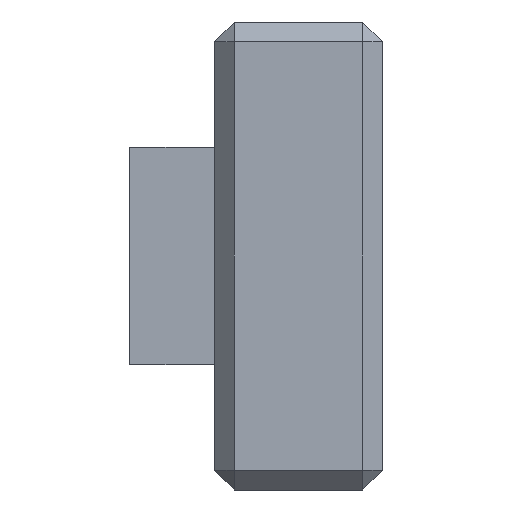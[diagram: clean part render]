
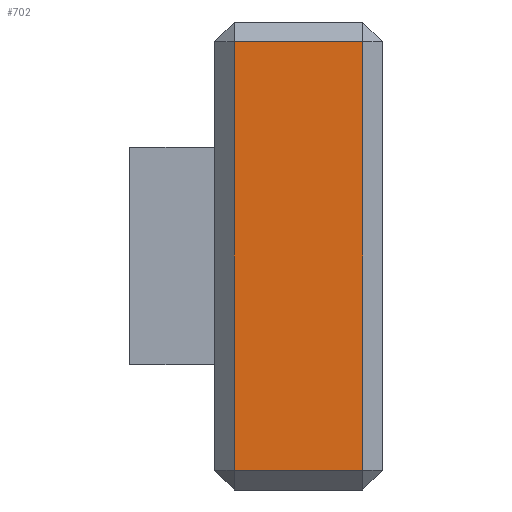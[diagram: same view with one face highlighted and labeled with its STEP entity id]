
A CAD part, left-side view. The second image highlights one B-rep face of the part: STEP entity #702.
In plain terms, the highlighted planar face has unit normal (-1, 0, 0).
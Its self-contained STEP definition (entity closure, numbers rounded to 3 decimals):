
#1 = VECTOR ( 'NONE', #800, 1000. ) ;
#10 = PLANE ( 'NONE',  #409 ) ;
#96 = FACE_OUTER_BOUND ( 'NONE', #782, .T. ) ;
#190 = DIRECTION ( 'NONE',  ( 1., 0., 0. ) ) ;
#219 = LINE ( 'NONE', #856, #1086 ) ;
#222 = ORIENTED_EDGE ( 'NONE', *, *, #427, .T. ) ;
#232 = DIRECTION ( 'NONE',  ( 0., -1., 0. ) ) ;
#280 = DIRECTION ( 'NONE',  ( 0., 0., -1. ) ) ;
#282 = CARTESIAN_POINT ( 'NONE',  ( -32.5, 4.25, -5.925 ) ) ;
#285 = LINE ( 'NONE', #438, #1 ) ;
#286 = CARTESIAN_POINT ( 'NONE',  ( -32.5, 0.5, 5.425 ) ) ;
#394 = CARTESIAN_POINT ( 'NONE',  ( -32.5, 3.75, 5.425 ) ) ;
#409 = AXIS2_PLACEMENT_3D ( 'NONE', #282, #190, #741 ) ;
#427 = EDGE_CURVE ( 'NONE', #528, #1078, #597, .T. ) ;
#438 = CARTESIAN_POINT ( 'NONE',  ( -32.5, 0.5, -5.925 ) ) ;
#501 = ORIENTED_EDGE ( 'NONE', *, *, #915, .T. ) ;
#528 = VERTEX_POINT ( 'NONE', #1155 ) ;
#597 = LINE ( 'NONE', #1147, #1032 ) ;
#665 = VERTEX_POINT ( 'NONE', #286 ) ;
#698 = VECTOR ( 'NONE', #280, 1000. ) ;
#702 = ADVANCED_FACE ( 'NONE', ( #96 ), #10, .F. ) ;
#728 = LINE ( 'NONE', #1091, #698 ) ;
#741 = DIRECTION ( 'NONE',  ( 0., 0., -1. ) ) ;
#782 = EDGE_LOOP ( 'NONE', ( #501, #1149, #1083, #222 ) ) ;
#800 = DIRECTION ( 'NONE',  ( 0., 0., 1. ) ) ;
#856 = CARTESIAN_POINT ( 'NONE',  ( -32.5, 4.25, 5.425 ) ) ;
#888 = EDGE_CURVE ( 'NONE', #665, #1103, #219, .T. ) ;
#915 = EDGE_CURVE ( 'NONE', #1078, #665, #285, .T. ) ;
#956 = DIRECTION ( 'NONE',  ( 0., 1., 0. ) ) ;
#1005 = EDGE_CURVE ( 'NONE', #1103, #528, #728, .T. ) ;
#1032 = VECTOR ( 'NONE', #232, 1000. ) ;
#1078 = VERTEX_POINT ( 'NONE', #1101 ) ;
#1083 = ORIENTED_EDGE ( 'NONE', *, *, #1005, .T. ) ;
#1086 = VECTOR ( 'NONE', #956, 1000. ) ;
#1091 = CARTESIAN_POINT ( 'NONE',  ( -32.5, 3.75, -5.925 ) ) ;
#1101 = CARTESIAN_POINT ( 'NONE',  ( -32.5, 0.5, -5.425 ) ) ;
#1103 = VERTEX_POINT ( 'NONE', #394 ) ;
#1147 = CARTESIAN_POINT ( 'NONE',  ( -32.5, 4.25, -5.425 ) ) ;
#1149 = ORIENTED_EDGE ( 'NONE', *, *, #888, .T. ) ;
#1155 = CARTESIAN_POINT ( 'NONE',  ( -32.5, 3.75, -5.425 ) ) ;
